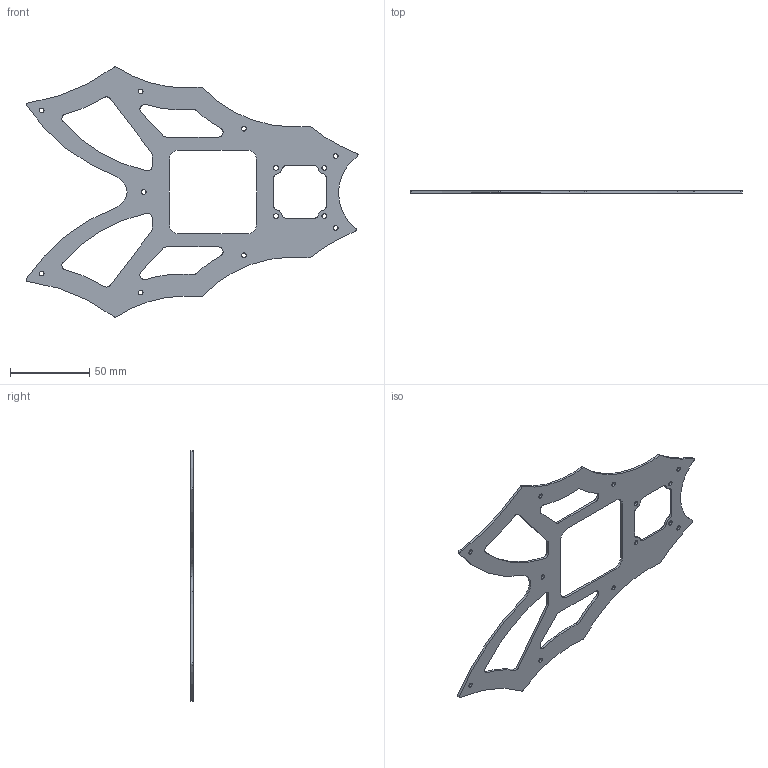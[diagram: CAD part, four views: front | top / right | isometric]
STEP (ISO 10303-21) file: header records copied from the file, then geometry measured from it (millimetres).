
FILE_DESCRIPTION (( 'STEP AP214' ), '1' );
FILE_NAME ('tricopter top plate.STEP', '2014-06-05T13:00:40', ( '' ), ( '' ), 'SwSTEP 2.0', 'SolidWorks 2011', '' );
FILE_SCHEMA (( 'AUTOMOTIVE_DESIGN' ));
Length unit declared in the file: millimetre
Products named in the file (1): tricopter top plate
Bounding box: 209.6 x 1.5 x 158.1 mm (x, y, z)
Volume: 17460.8 mm3; surface area: 25814.3 mm2
Topology: 1 solids, 1 shells, 117 faces, 345 edges, 230 vertices
Faces by surface type: cylinder 99, plane 18
Entity records: 4127 total; most frequent: DIRECTION 779, CARTESIAN_POINT 693, ORIENTED_EDGE 690, EDGE_CURVE 345, AXIS2_PLACEMENT_3D 316, VERTEX_POINT 230, CIRCLE 198, EDGE_LOOP 155
